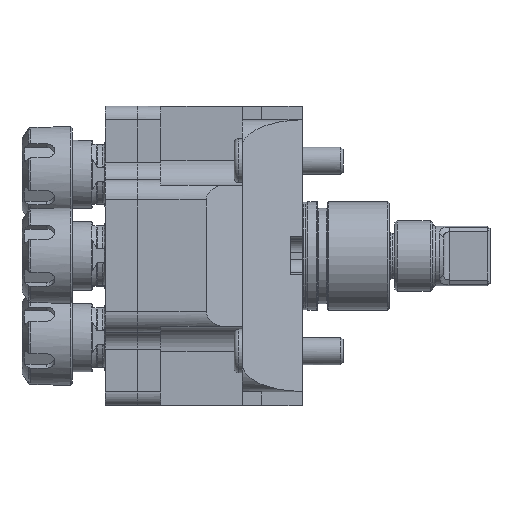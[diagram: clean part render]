
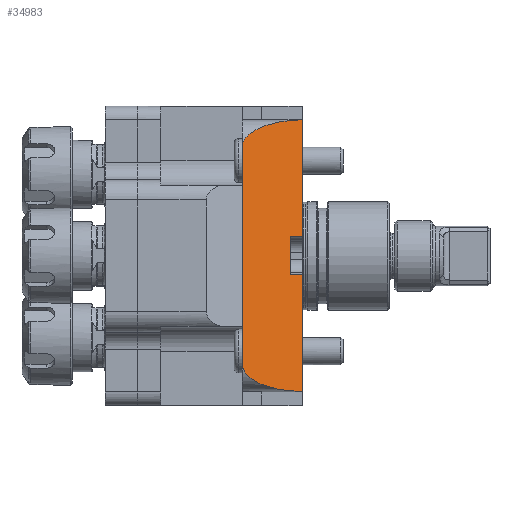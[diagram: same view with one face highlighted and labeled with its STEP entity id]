
A CAD part, top view. The second image highlights one B-rep face of the part: STEP entity #34983.
In plain terms, the highlighted planar face has unit normal (0.407, 0, 0.913).
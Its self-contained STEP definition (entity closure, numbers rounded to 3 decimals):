
#1897 = CARTESIAN_POINT ( 'NONE',  ( 17.5, 2., 41.004 ) ) ;
#2312 = VECTOR ( 'NONE', #18400, 1000. ) ;
#2374 = CARTESIAN_POINT ( 'NONE',  ( 22., 49.998, 39. ) ) ;
#3173 = PLANE ( 'NONE',  #10529 ) ;
#3383 = FACE_OUTER_BOUND ( 'NONE', #24655, .T. ) ;
#3591 = CARTESIAN_POINT ( 'NONE',  ( 0., 77.736, 48.795 ) ) ;
#4031 = VERTEX_POINT ( 'NONE', #23361 ) ;
#4459 = DIRECTION ( 'NONE',  ( 0., -1., 0. ) ) ;
#4815 = EDGE_CURVE ( 'NONE', #10844, #36940, #8085, .T. ) ;
#4888 = CARTESIAN_POINT ( 'NONE',  ( 9.059, -49.88, 44.762 ) ) ;
#6686 = LINE ( 'NONE', #3591, #31796 ) ;
#6867 = DIRECTION ( 'NONE',  ( 0.914, 0., -0.407 ) ) ;
#6892 = ORIENTED_EDGE ( 'NONE', *, *, #21619, .T. ) ;
#8085 = LINE ( 'NONE', #1897, #18975 ) ;
#8437 =( BOUNDED_CURVE ( )  B_SPLINE_CURVE ( 3, ( #28191, #40737, #11602, #2374 ),
 .UNSPECIFIED., .F., .T. ) 
 B_SPLINE_CURVE_WITH_KNOTS ( ( 4, 4 ),
 ( 0., 1.55 ),
 .UNSPECIFIED. ) 
 CURVE ( )  GEOMETRIC_REPRESENTATION_ITEM ( )  RATIONAL_B_SPLINE_CURVE ( ( 1., 0.81, 0.81, 1. ) ) 
 REPRESENTATION_ITEM ( '' )  );
#10332 = LINE ( 'NONE', #20069, #35794 ) ;
#10364 = VERTEX_POINT ( 'NONE', #35692 ) ;
#10529 = AXIS2_PLACEMENT_3D ( 'NONE', #32573, #29449, #32787 ) ;
#10844 = VERTEX_POINT ( 'NONE', #32564 ) ;
#11602 = CARTESIAN_POINT ( 'NONE',  ( 9.059, 49.88, 44.762 ) ) ;
#11608 = DIRECTION ( 'NONE',  ( 0., 1., 0. ) ) ;
#11766 = CARTESIAN_POINT ( 'NONE',  ( 0., -45.763, 48.795 ) ) ;
#12952 = LINE ( 'NONE', #25915, #25115 ) ;
#14607 = ORIENTED_EDGE ( 'NONE', *, *, #4815, .F. ) ;
#14743 = CARTESIAN_POINT ( 'NONE',  ( 22., -49.998, 39. ) ) ;
#17000 = VERTEX_POINT ( 'NONE', #41877 ) ;
#17850 = CARTESIAN_POINT ( 'NONE',  ( 0., -40., 48.795 ) ) ;
#18062 = EDGE_CURVE ( 'NONE', #33346, #10364, #6686, .T. ) ;
#18317 = EDGE_CURVE ( 'NONE', #10364, #17000, #8437, .T. ) ;
#18400 = DIRECTION ( 'NONE',  ( -0.914, 0., 0.407 ) ) ;
#18776 = ORIENTED_EDGE ( 'NONE', *, *, #18317, .F. ) ;
#18914 = VERTEX_POINT ( 'NONE', #34824 ) ;
#18975 = VECTOR ( 'NONE', #4459, 1000. ) ;
#20069 = CARTESIAN_POINT ( 'NONE',  ( 9.39, 7., 44.615 ) ) ;
#20587 = CARTESIAN_POINT ( 'NONE',  ( 22., -49.998, 39. ) ) ;
#21619 = EDGE_CURVE ( 'NONE', #30628, #4031, #40742, .T. ) ;
#23361 = CARTESIAN_POINT ( 'NONE',  ( 22., -7., 39. ) ) ;
#24499 = CARTESIAN_POINT ( 'NONE',  ( 0., -40., 48.795 ) ) ;
#24655 = EDGE_LOOP ( 'NONE', ( #33174, #38359, #18776, #36368, #32813, #6892, #40976, #14607 ) ) ;
#24979 = CARTESIAN_POINT ( 'NONE',  ( 22., -77.736, 39. ) ) ;
#25115 = VECTOR ( 'NONE', #41855, 1000. ) ;
#25567 = EDGE_CURVE ( 'NONE', #30628, #33346, #33183, .T. ) ;
#25915 = CARTESIAN_POINT ( 'NONE',  ( 22., -77.736, 39. ) ) ;
#28184 = VECTOR ( 'NONE', #11608, 1000. ) ;
#28191 = CARTESIAN_POINT ( 'NONE',  ( 0., 40., 48.795 ) ) ;
#28664 = LINE ( 'NONE', #35458, #2312 ) ;
#28957 = CARTESIAN_POINT ( 'NONE',  ( 17.5, -7., 41.004 ) ) ;
#29449 = DIRECTION ( 'NONE',  ( -0.407, 0., -0.914 ) ) ;
#30628 = VERTEX_POINT ( 'NONE', #20587 ) ;
#31796 = VECTOR ( 'NONE', #38990, 1000. ) ;
#32564 = CARTESIAN_POINT ( 'NONE',  ( 17.5, 7., 41.004 ) ) ;
#32573 = CARTESIAN_POINT ( 'NONE',  ( 22., -77.736, 39. ) ) ;
#32787 = DIRECTION ( 'NONE',  ( -0.914, 0., 0.407 ) ) ;
#32813 = ORIENTED_EDGE ( 'NONE', *, *, #25567, .F. ) ;
#33174 = ORIENTED_EDGE ( 'NONE', *, *, #36335, .T. ) ;
#33183 =( BOUNDED_CURVE ( )  B_SPLINE_CURVE ( 3, ( #14743, #4888, #11766, #24499 ),
 .UNSPECIFIED., .F., .F. ) 
 B_SPLINE_CURVE_WITH_KNOTS ( ( 4, 4 ),
 ( 4.733, 6.283 ),
 .UNSPECIFIED. ) 
 CURVE ( )  GEOMETRIC_REPRESENTATION_ITEM ( )  RATIONAL_B_SPLINE_CURVE ( ( 1., 0.81, 0.81, 1. ) ) 
 REPRESENTATION_ITEM ( '' )  );
#33346 = VERTEX_POINT ( 'NONE', #17850 ) ;
#34824 = CARTESIAN_POINT ( 'NONE',  ( 22., 7., 39. ) ) ;
#34983 = ADVANCED_FACE ( 'Defeature completata1_34', ( #3383 ), #3173, .F. ) ;
#35458 = CARTESIAN_POINT ( 'NONE',  ( 19.471, -7., 40.126 ) ) ;
#35466 = EDGE_CURVE ( 'NONE', #4031, #36940, #28664, .T. ) ;
#35692 = CARTESIAN_POINT ( 'NONE',  ( 0., 40., 48.795 ) ) ;
#35794 = VECTOR ( 'NONE', #6867, 1000. ) ;
#36335 = EDGE_CURVE ( 'NONE', #10844, #18914, #10332, .T. ) ;
#36368 = ORIENTED_EDGE ( 'NONE', *, *, #18062, .F. ) ;
#36940 = VERTEX_POINT ( 'NONE', #28957 ) ;
#38359 = ORIENTED_EDGE ( 'NONE', *, *, #38669, .T. ) ;
#38669 = EDGE_CURVE ( 'NONE', #18914, #17000, #12952, .T. ) ;
#38990 = DIRECTION ( 'NONE',  ( 0., 1., 0. ) ) ;
#40737 = CARTESIAN_POINT ( 'NONE',  ( 0., 45.763, 48.795 ) ) ;
#40742 = LINE ( 'NONE', #24979, #28184 ) ;
#40976 = ORIENTED_EDGE ( 'NONE', *, *, #35466, .T. ) ;
#41855 = DIRECTION ( 'NONE',  ( 0., 1., 0. ) ) ;
#41877 = CARTESIAN_POINT ( 'NONE',  ( 22., 49.998, 39. ) ) ;
